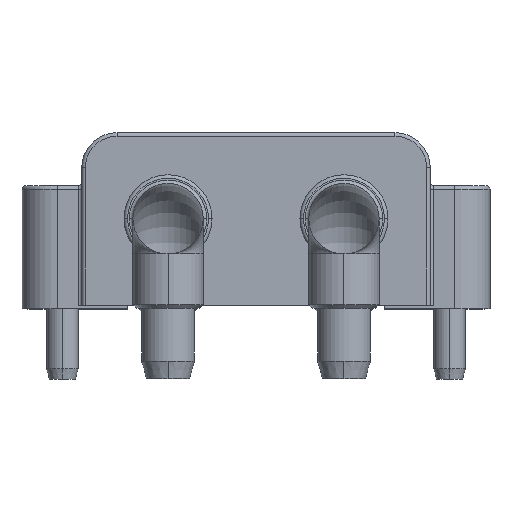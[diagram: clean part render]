
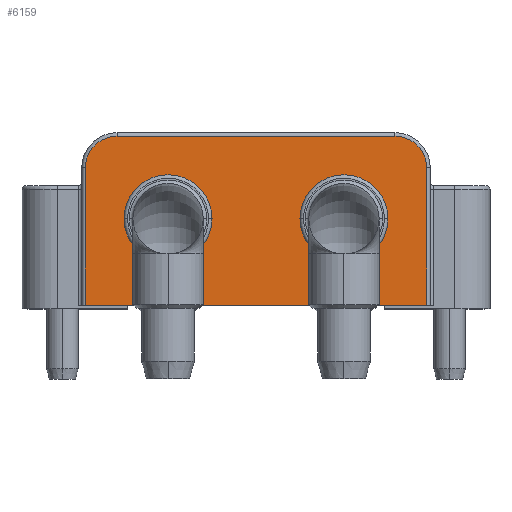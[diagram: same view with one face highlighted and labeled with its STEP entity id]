
A CAD part, top view. The second image highlights one B-rep face of the part: STEP entity #6159.
In plain terms, the highlighted planar face has unit normal (0, 0, 1).
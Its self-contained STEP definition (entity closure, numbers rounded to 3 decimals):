
#225 = DIRECTION ( 'NONE',  ( -1., 0., 0. ) ) ;
#230 = CARTESIAN_POINT ( 'NONE',  ( -4.85, 0.1, 6.05 ) ) ;
#276 = CARTESIAN_POINT ( 'NONE',  ( -4.95, 5., 6.05 ) ) ;
#493 = EDGE_CURVE ( 'NONE', #3645, #5285, #8497, .T. ) ;
#1063 = PLANE ( 'NONE',  #4611 ) ;
#1423 = ORIENTED_EDGE ( 'NONE', *, *, #6663, .T. ) ;
#1583 = VERTEX_POINT ( 'NONE', #2087 ) ;
#1678 = CARTESIAN_POINT ( 'NONE',  ( -4.85, 4., 6.05 ) ) ;
#1702 = LINE ( 'NONE', #2627, #6424 ) ;
#1721 = CARTESIAN_POINT ( 'NONE',  ( -4.85, 5., 6.05 ) ) ;
#1734 = LINE ( 'NONE', #1721, #3166 ) ;
#2087 = CARTESIAN_POINT ( 'NONE',  ( 4.85, 4., 6.05 ) ) ;
#2627 = CARTESIAN_POINT ( 'NONE',  ( 4.95, 0.1, 6.05 ) ) ;
#2690 = AXIS2_PLACEMENT_3D ( 'NONE', #7275, #8720, #225 ) ;
#2789 = CARTESIAN_POINT ( 'NONE',  ( 4.85, 0.1, 6.05 ) ) ;
#2790 = ORIENTED_EDGE ( 'NONE', *, *, #493, .T. ) ;
#2793 = CIRCLE ( 'NONE', #2690, 0.9 ) ;
#2800 = EDGE_CURVE ( 'NONE', #9078, #1583, #5683, .T. ) ;
#2850 = DIRECTION ( 'NONE',  ( -1., 0., 0. ) ) ;
#2981 = CARTESIAN_POINT ( 'NONE',  ( -3.95, 4.9, 6.05 ) ) ;
#3072 = ORIENTED_EDGE ( 'NONE', *, *, #6197, .T. ) ;
#3086 = VERTEX_POINT ( 'NONE', #1678 ) ;
#3166 = VECTOR ( 'NONE', #4569, 1000. ) ;
#3503 = CIRCLE ( 'NONE', #7146, 0.9 ) ;
#3645 = VERTEX_POINT ( 'NONE', #7565 ) ;
#3650 = DIRECTION ( 'NONE',  ( 0., 1., 0. ) ) ;
#3995 = DIRECTION ( 'NONE',  ( 0., 0., 1. ) ) ;
#4200 = CARTESIAN_POINT ( 'NONE',  ( -3.95, 4.9, 6.05 ) ) ;
#4284 = VECTOR ( 'NONE', #2850, 1000. ) ;
#4305 = EDGE_CURVE ( 'NONE', #5285, #3086, #2793, .T. ) ;
#4569 = DIRECTION ( 'NONE',  ( 0., -1., 0. ) ) ;
#4611 = AXIS2_PLACEMENT_3D ( 'NONE', #276, #5965, #5932 ) ;
#5285 = VERTEX_POINT ( 'NONE', #2981 ) ;
#5683 = LINE ( 'NONE', #6435, #8360 ) ;
#5730 = ORIENTED_EDGE ( 'NONE', *, *, #2800, .T. ) ;
#5932 = DIRECTION ( 'NONE',  ( -1., 0., 0. ) ) ;
#5965 = DIRECTION ( 'NONE',  ( 0., 0., -1. ) ) ;
#6152 = FACE_OUTER_BOUND ( 'NONE', #9151, .T. ) ;
#6159 = ADVANCED_FACE ( 'NONE', ( #6152 ), #1063, .F. ) ;
#6197 = EDGE_CURVE ( 'NONE', #1583, #3645, #3503, .T. ) ;
#6424 = VECTOR ( 'NONE', #6758, 1000. ) ;
#6435 = CARTESIAN_POINT ( 'NONE',  ( 4.85, 5., 6.05 ) ) ;
#6486 = VERTEX_POINT ( 'NONE', #230 ) ;
#6663 = EDGE_CURVE ( 'NONE', #3086, #6486, #1734, .T. ) ;
#6758 = DIRECTION ( 'NONE',  ( -1., 0., 0. ) ) ;
#6770 = CARTESIAN_POINT ( 'NONE',  ( 3.95, 4., 6.05 ) ) ;
#7146 = AXIS2_PLACEMENT_3D ( 'NONE', #6770, #3995, #8964 ) ;
#7275 = CARTESIAN_POINT ( 'NONE',  ( -3.95, 4., 6.05 ) ) ;
#7565 = CARTESIAN_POINT ( 'NONE',  ( 3.95, 4.9, 6.05 ) ) ;
#8360 = VECTOR ( 'NONE', #3650, 1000. ) ;
#8365 = EDGE_CURVE ( 'NONE', #9078, #6486, #1702, .T. ) ;
#8405 = ORIENTED_EDGE ( 'NONE', *, *, #8365, .F. ) ;
#8497 = LINE ( 'NONE', #4200, #4284 ) ;
#8720 = DIRECTION ( 'NONE',  ( 0., 0., 1. ) ) ;
#8964 = DIRECTION ( 'NONE',  ( -1., 0., 0. ) ) ;
#9078 = VERTEX_POINT ( 'NONE', #2789 ) ;
#9106 = ORIENTED_EDGE ( 'NONE', *, *, #4305, .T. ) ;
#9151 = EDGE_LOOP ( 'NONE', ( #9106, #1423, #8405, #5730, #3072, #2790 ) ) ;
